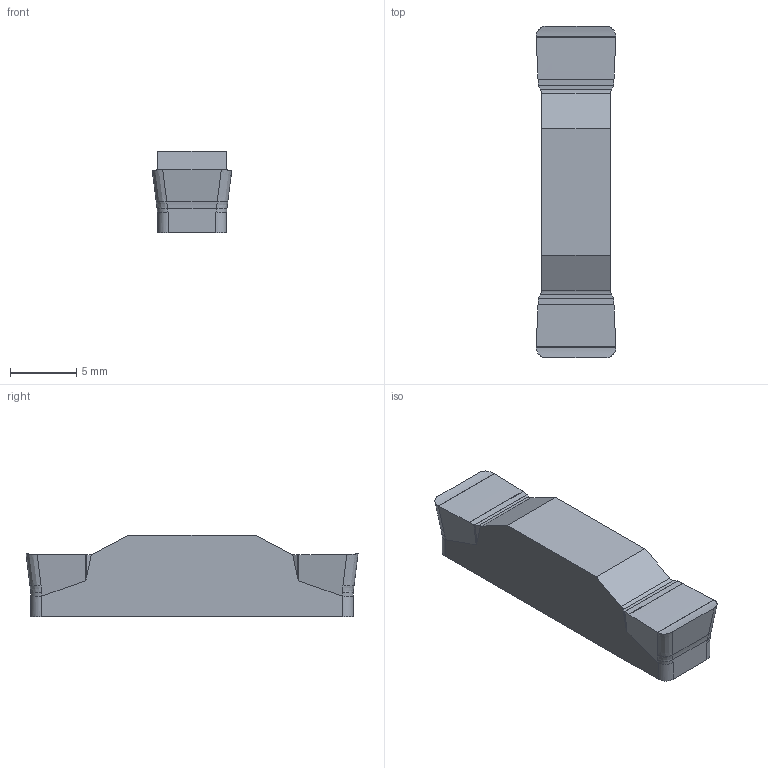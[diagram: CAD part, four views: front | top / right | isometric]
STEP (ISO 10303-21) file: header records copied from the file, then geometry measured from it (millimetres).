
FILE_DESCRIPTION(/* description */ (''),/* implementation_level */ '2;1');
FILE_NAME(/* name */ 'CUT_1.STP',/* time_stamp */ '2024-01-03T10:24:26+01:00',/* author */ (''),/* organization */ ('SMS'),/* preprocessor_version */ 'ST-DEVELOPER v16.7',/* originating_system */ 'SIEMENS PLM Software NX 12.0',/* authorisation */ '');
FILE_SCHEMA (('AUTOMOTIVE_DESIGN { 1 0 10303 214 3 1 1 1 }'));
Length unit declared in the file: millimetre
Products named in the file (1): CUT_1
Bounding box: 6 x 25.02 x 6.14 mm (x, y, z)
Volume: 696 mm3; surface area: 577.4 mm2
Topology: 1 solids, 1 shells, 56 faces, 151 edges, 99 vertices
Faces by surface type: plane 20, bspline 18, extrusion 14, cylinder 4
Entity records: 2774 total; most frequent: CARTESIAN_POINT 1591, ORIENTED_EDGE 300, EDGE_CURVE 150, DIRECTION 122, B_SPLINE_CURVE_WITH_KNOTS 107, VERTEX_POINT 96, VECTOR 60, ADVANCED_FACE 56
